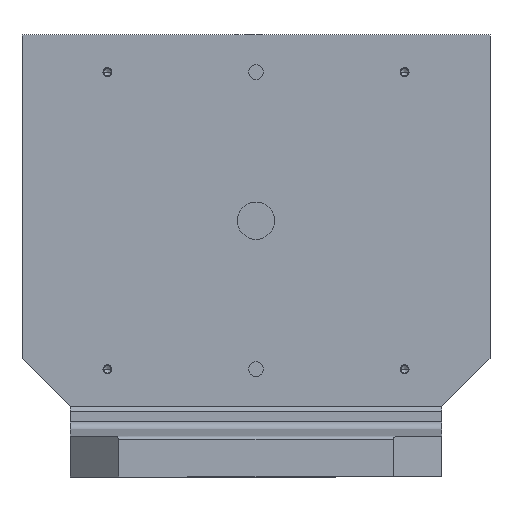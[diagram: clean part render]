
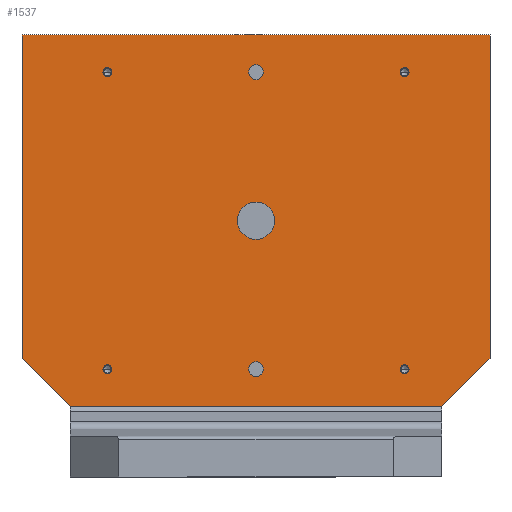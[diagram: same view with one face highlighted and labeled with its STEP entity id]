
A CAD part, front view. The second image highlights one B-rep face of the part: STEP entity #1537.
In plain terms, the highlighted planar face has unit normal (0, -1, 0).
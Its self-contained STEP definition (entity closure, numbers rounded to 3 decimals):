
#753=VERTEX_POINT('',#2157);
#803=VERTEX_POINT('',#2210);
#817=VERTEX_POINT('',#2226);
#857=EDGE_CURVE('',#1077,#1107,#2272,.T.);
#875=EDGE_CURVE('',#1531,#1783,#2291,.T.);
#877=VERTEX_POINT('',#2293);
#913=EDGE_CURVE('',#1577,#1611,#2336,.T.);
#1023=VERTEX_POINT('',#2462);
#1077=VERTEX_POINT('',#2520);
#1093=EDGE_CURVE('',#1159,#1971,#2537,.T.);
#1107=VERTEX_POINT('',#2551);
#1117=VERTEX_POINT('',#2561);
#1153=EDGE_CURVE('',#1273,#1023,#2601,.T.);
#1159=VERTEX_POINT('',#2607);
#1173=EDGE_CURVE('',#1965,#1845,#2623,.T.);
#1273=VERTEX_POINT('',#2746);
#1345=EDGE_CURVE('',#753,#803,#2829,.T.);
#1359=VERTEX_POINT('',#2845);
#1381=EDGE_CURVE('',#803,#753,#2868,.T.);
#1403=EDGE_CURVE('',#1845,#1965,#2892,.T.);
#1531=VERTEX_POINT('',#3036);
#1537=ADVANCED_FACE('',(#3042,#3043,#3044,#3045,#3046,#3047,#3048,#3049),#3050,.T.);
#1543=EDGE_CURVE('',#1783,#1531,#3056,.T.);
#1561=EDGE_CURVE('',#877,#1117,#3075,.T.);
#1567=EDGE_CURVE('',#1611,#1577,#3081,.T.);
#1569=EDGE_CURVE('',#1971,#1159,#3083,.T.);
#1577=VERTEX_POINT('',#3091);
#1611=VERTEX_POINT('',#3127);
#1751=EDGE_CURVE('',#1781,#1815,#3287,.T.);
#1767=EDGE_CURVE('',#817,#1359,#3307,.T.);
#1781=VERTEX_POINT('',#3322);
#1783=VERTEX_POINT('',#3324);
#1815=VERTEX_POINT('',#3360);
#1837=EDGE_CURVE('',#1117,#877,#3386,.T.);
#1845=VERTEX_POINT('',#3395);
#1879=EDGE_CURVE('',#1815,#1781,#3436,.T.);
#1941=EDGE_CURVE('',#1359,#1273,#3505,.T.);
#1965=VERTEX_POINT('',#3533);
#1971=VERTEX_POINT('',#3541);
#1975=EDGE_CURVE('',#1023,#1077,#3545,.T.);
#2027=EDGE_CURVE('',#1107,#817,#3603,.T.);
#2157=CARTESIAN_POINT('',(-205.053,-50.,545.0));
#2210=CARTESIAN_POINT('',(-194.947,-50.,545.0));
#2226=CARTESIAN_POINT('',(315.0,-50.,160.0));
#2272=LINE('',#3890,#3891);
#2291=CIRCLE('',#3922,25.0);
#2293=CARTESIAN_POINT('',(-194.947,-50.,145.0));
#2336=CIRCLE('',#3978,10.0);
#2462=CARTESIAN_POINT('',(-315.0,-50.,160.));
#2520=CARTESIAN_POINT('',(-315.0,-50.,595.0));
#2537=CIRCLE('',#4243,5.053);
#2551=CARTESIAN_POINT('',(315.0,-50.,595.0));
#2561=CARTESIAN_POINT('',(-205.053,-50.,145.0));
#2601=LINE('',#4329,#4330);
#2607=CARTESIAN_POINT('',(194.947,-50.,545.0));
#2623=CIRCLE('',#4360,5.053);
#2746=CARTESIAN_POINT('',(-250.0,-50.,95.));
#2829=CIRCLE('',#4632,5.053);
#2845=CARTESIAN_POINT('',(250.0,-50.,95.));
#2868=CIRCLE('',#4679,5.053);
#2892=CIRCLE('',#4714,5.053);
#3036=CARTESIAN_POINT('',(-25.,-50.0,345.0));
#3042=FACE_BOUND('',#4909,.T.);
#3043=FACE_BOUND('',#4910,.T.);
#3044=FACE_BOUND('',#4911,.T.);
#3045=FACE_BOUND('',#4912,.T.);
#3046=FACE_BOUND('',#4913,.T.);
#3047=FACE_BOUND('',#4914,.T.);
#3048=FACE_BOUND('',#4915,.T.);
#3049=FACE_OUTER_BOUND('',#4916,.T.);
#3050=PLANE('',#4917);
#3056=CIRCLE('',#4925,25.0);
#3075=CIRCLE('',#4956,5.053);
#3081=CIRCLE('',#4963,10.0);
#3083=CIRCLE('',#4966,5.053);
#3091=CARTESIAN_POINT('',(10.,-50.,545.0));
#3127=CARTESIAN_POINT('',(-10.,-50.0,545.0));
#3287=CIRCLE('',#5244,10.0);
#3307=LINE('',#5267,#5268);
#3322=CARTESIAN_POINT('',(-10.0,-50.0,145.0));
#3324=CARTESIAN_POINT('',(25.,-50.,345.0));
#3360=CARTESIAN_POINT('',(10.0,-50.,145.0));
#3386=CIRCLE('',#5372,5.053);
#3395=CARTESIAN_POINT('',(205.053,-50.0,145.0));
#3436=CIRCLE('',#5432,10.0);
#3505=LINE('',#5529,#5530);
#3533=CARTESIAN_POINT('',(194.947,-50.,145.0));
#3541=CARTESIAN_POINT('',(205.053,-50.,545.0));
#3545=LINE('',#5576,#5577);
#3603=LINE('',#5654,#5655);
#3890=CARTESIAN_POINT('',(315.0,-50.,595.0));
#3891=VECTOR('',#5956,1.0);
#3922=AXIS2_PLACEMENT_3D('',#5978,#5979,#5980);
#3978=AXIS2_PLACEMENT_3D('',#6049,#6050,#6051);
#4243=AXIS2_PLACEMENT_3D('',#6267,#6268,#6269);
#4329=CARTESIAN_POINT('',(-315.0,-50.,160.));
#4330=VECTOR('',#6325,1.0);
#4360=AXIS2_PLACEMENT_3D('',#6348,#6349,#6350);
#4632=AXIS2_PLACEMENT_3D('',#6595,#6596,#6597);
#4679=AXIS2_PLACEMENT_3D('',#6638,#6639,#6640);
#4714=AXIS2_PLACEMENT_3D('',#6671,#6672,#6673);
#4909=EDGE_LOOP('',(#6860,#6861));
#4910=EDGE_LOOP('',(#6862,#6863));
#4911=EDGE_LOOP('',(#6864,#6865));
#4912=EDGE_LOOP('',(#6866,#6867));
#4913=EDGE_LOOP('',(#6868,#6869));
#4914=EDGE_LOOP('',(#6870,#6871));
#4915=EDGE_LOOP('',(#6872,#6873));
#4916=EDGE_LOOP('',(#6874,#6875,#6876,#6877,#6878,#6879));
#4917=AXIS2_PLACEMENT_3D('',#6880,#6881,#6882);
#4925=AXIS2_PLACEMENT_3D('',#6886,#6887,#6888);
#4956=AXIS2_PLACEMENT_3D('',#6905,#6906,#6907);
#4963=AXIS2_PLACEMENT_3D('',#6908,#6909,#6910);
#4966=AXIS2_PLACEMENT_3D('',#6911,#6912,#6913);
#5244=AXIS2_PLACEMENT_3D('',#7152,#7153,#7154);
#5267=CARTESIAN_POINT('',(250.0,-50.,95.));
#5268=VECTOR('',#7191,1.0);
#5372=AXIS2_PLACEMENT_3D('',#7276,#7277,#7278);
#5432=AXIS2_PLACEMENT_3D('',#7357,#7358,#7359);
#5529=CARTESIAN_POINT('',(250.0,-50.,95.));
#5530=VECTOR('',#7454,1.0);
#5576=CARTESIAN_POINT('',(-315.0,-50.,595.0));
#5577=VECTOR('',#7507,1.0);
#5654=CARTESIAN_POINT('',(315.0,-50.,160.0));
#5655=VECTOR('',#7574,1.0);
#5956=DIRECTION('',(1.0,0.0,0.0));
#5978=CARTESIAN_POINT('',(0.,-50.,345.0));
#5979=DIRECTION('',(0.0,1.0,0.0));
#5980=DIRECTION('',(-1.0,0.0,0.0));
#6049=CARTESIAN_POINT('',(0.,-50.,545.0));
#6050=DIRECTION('',(0.0,1.0,0.0));
#6051=DIRECTION('',(-1.0,0.0,0.0));
#6267=CARTESIAN_POINT('',(200.0,-50.,545.0));
#6268=DIRECTION('',(0.0,1.0,0.0));
#6269=DIRECTION('',(1.0,0.0,0.));
#6325=DIRECTION('',(-0.707,0.0,0.707));
#6348=CARTESIAN_POINT('',(200.0,-50.,145.0));
#6349=DIRECTION('',(0.0,1.0,0.0));
#6350=DIRECTION('',(1.0,0.0,0.));
#6595=CARTESIAN_POINT('',(-200.0,-50.,545.0));
#6596=DIRECTION('',(0.0,1.0,0.0));
#6597=DIRECTION('',(1.0,0.0,0.));
#6638=CARTESIAN_POINT('',(-200.0,-50.,545.0));
#6639=DIRECTION('',(0.0,1.0,0.0));
#6640=DIRECTION('',(1.0,0.0,0.));
#6671=CARTESIAN_POINT('',(200.0,-50.,145.0));
#6672=DIRECTION('',(0.0,1.0,0.0));
#6673=DIRECTION('',(1.0,0.0,0.));
#6860=ORIENTED_EDGE('',*,*,#1567,.T.);
#6861=ORIENTED_EDGE('',*,*,#913,.T.);
#6862=ORIENTED_EDGE('',*,*,#875,.T.);
#6863=ORIENTED_EDGE('',*,*,#1543,.T.);
#6864=ORIENTED_EDGE('',*,*,#1751,.T.);
#6865=ORIENTED_EDGE('',*,*,#1879,.T.);
#6866=ORIENTED_EDGE('',*,*,#1403,.T.);
#6867=ORIENTED_EDGE('',*,*,#1173,.T.);
#6868=ORIENTED_EDGE('',*,*,#1561,.T.);
#6869=ORIENTED_EDGE('',*,*,#1837,.T.);
#6870=ORIENTED_EDGE('',*,*,#1381,.T.);
#6871=ORIENTED_EDGE('',*,*,#1345,.T.);
#6872=ORIENTED_EDGE('',*,*,#1569,.T.);
#6873=ORIENTED_EDGE('',*,*,#1093,.T.);
#6874=ORIENTED_EDGE('',*,*,#1153,.F.);
#6875=ORIENTED_EDGE('',*,*,#1941,.F.);
#6876=ORIENTED_EDGE('',*,*,#1767,.F.);
#6877=ORIENTED_EDGE('',*,*,#2027,.F.);
#6878=ORIENTED_EDGE('',*,*,#857,.F.);
#6879=ORIENTED_EDGE('',*,*,#1975,.F.);
#6880=CARTESIAN_POINT('',(0.,-50.,354.519));
#6881=DIRECTION('',(0.0,-1.0,0.0));
#6882=DIRECTION('',(1.0,0.0,0.0));
#6886=CARTESIAN_POINT('',(0.,-50.,345.0));
#6887=DIRECTION('',(0.0,1.0,0.0));
#6888=DIRECTION('',(-1.0,0.0,0.0));
#6905=CARTESIAN_POINT('',(-200.0,-50.,145.0));
#6906=DIRECTION('',(0.0,1.0,0.0));
#6907=DIRECTION('',(1.0,0.0,0.));
#6908=CARTESIAN_POINT('',(0.,-50.,545.0));
#6909=DIRECTION('',(0.0,1.0,0.0));
#6910=DIRECTION('',(-1.0,0.0,0.0));
#6911=CARTESIAN_POINT('',(200.0,-50.,545.0));
#6912=DIRECTION('',(0.0,1.0,0.0));
#6913=DIRECTION('',(1.0,0.0,0.));
#7152=CARTESIAN_POINT('',(0.0,-50.,145.0));
#7153=DIRECTION('',(0.0,1.0,0.0));
#7154=DIRECTION('',(-1.0,0.0,0.0));
#7191=DIRECTION('',(-0.707,0.0,-0.707));
#7276=CARTESIAN_POINT('',(-200.0,-50.,145.0));
#7277=DIRECTION('',(0.0,1.0,0.0));
#7278=DIRECTION('',(1.0,0.0,0.));
#7357=CARTESIAN_POINT('',(0.0,-50.,145.0));
#7358=DIRECTION('',(0.0,1.0,0.0));
#7359=DIRECTION('',(-1.0,0.0,0.0));
#7454=DIRECTION('',(-1.0,0.0,0.0));
#7507=DIRECTION('',(0.0,0.0,1.0));
#7574=DIRECTION('',(0.0,0.0,-1.0));
